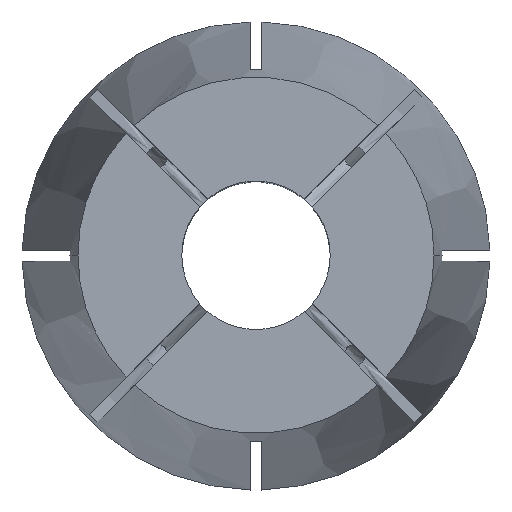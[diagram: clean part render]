
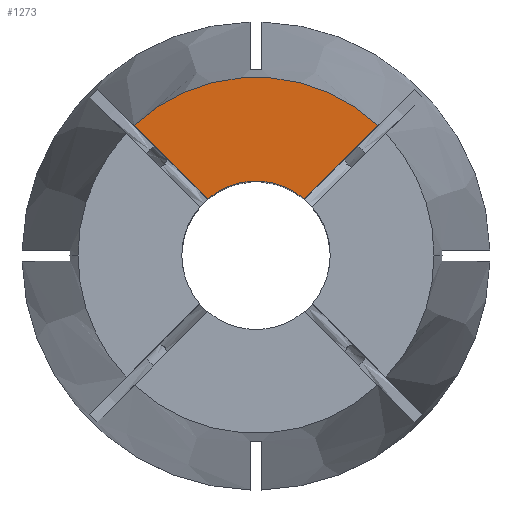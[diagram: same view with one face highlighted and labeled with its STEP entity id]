
A CAD part, top view. The second image highlights one B-rep face of the part: STEP entity #1273.
In plain terms, the highlighted planar face has unit normal (0, 0, 1).
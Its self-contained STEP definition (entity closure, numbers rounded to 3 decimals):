
#292 = CARTESIAN_POINT ( 'NONE',  ( 10.668, 11.376, 0. ) ) ;
#310 = CARTESIAN_POINT ( 'NONE',  ( -10.668, 11.376, 0. ) ) ;
#542 = CIRCLE ( 'NONE', #1174, 6.5 ) ;
#684 = CIRCLE ( 'NONE', #2124, 15.595 ) ;
#688 = CARTESIAN_POINT ( 'NONE',  ( -0.354, 0.354, 0. ) ) ;
#905 = DIRECTION ( 'NONE',  ( 0.707, 0.707, 0. ) ) ;
#944 = LINE ( 'NONE', #688, #2679 ) ;
#1038 = EDGE_LOOP ( 'NONE', ( #1136, #1849, #2118, #1611 ) ) ;
#1136 = ORIENTED_EDGE ( 'NONE', *, *, #1281, .F. ) ;
#1174 = AXIS2_PLACEMENT_3D ( 'NONE', #1938, #1931, #1917 ) ;
#1198 = VECTOR ( 'NONE', #1327, 1000. ) ;
#1232 = EDGE_CURVE ( 'NONE', #2647, #2486, #684, .T. ) ;
#1255 = LINE ( 'NONE', #1380, #1198 ) ;
#1273 = ADVANCED_FACE ( 'NONE', ( #2449 ), #2398, .F. ) ;
#1281 = EDGE_CURVE ( 'NONE', #1335, #2575, #542, .T. ) ;
#1317 = AXIS2_PLACEMENT_3D ( 'NONE', #2383, #2185, #2181 ) ;
#1327 = DIRECTION ( 'NONE',  ( 0.707, -0.707, 0. ) ) ;
#1335 = VERTEX_POINT ( 'NONE', #1703 ) ;
#1380 = CARTESIAN_POINT ( 'NONE',  ( 0.354, 0.354, 0. ) ) ;
#1611 = ORIENTED_EDGE ( 'NONE', *, *, #1977, .T. ) ;
#1703 = CARTESIAN_POINT ( 'NONE',  ( 4.229, 4.936, 0. ) ) ;
#1849 = ORIENTED_EDGE ( 'NONE', *, *, #2425, .T. ) ;
#1917 = DIRECTION ( 'NONE',  ( 1., 0., 0. ) ) ;
#1931 = DIRECTION ( 'NONE',  ( 0., 0., 1. ) ) ;
#1938 = CARTESIAN_POINT ( 'NONE',  ( 0., 0., 0. ) ) ;
#1953 = DIRECTION ( 'NONE',  ( 1., 0., 0. ) ) ;
#1977 = EDGE_CURVE ( 'NONE', #2486, #2575, #1255, .T. ) ;
#2055 = CARTESIAN_POINT ( 'NONE',  ( -4.229, 4.936, 0. ) ) ;
#2109 = DIRECTION ( 'NONE',  ( 0., 0., 1. ) ) ;
#2118 = ORIENTED_EDGE ( 'NONE', *, *, #1232, .T. ) ;
#2124 = AXIS2_PLACEMENT_3D ( 'NONE', #2370, #2109, #1953 ) ;
#2181 = DIRECTION ( 'NONE',  ( -1., 0., 0. ) ) ;
#2185 = DIRECTION ( 'NONE',  ( 0., 0., -1. ) ) ;
#2370 = CARTESIAN_POINT ( 'NONE',  ( 0., 0., 0. ) ) ;
#2383 = CARTESIAN_POINT ( 'NONE',  ( 0., 0., 0. ) ) ;
#2398 = PLANE ( 'NONE',  #1317 ) ;
#2425 = EDGE_CURVE ( 'NONE', #1335, #2647, #944, .T. ) ;
#2449 = FACE_OUTER_BOUND ( 'NONE', #1038, .T. ) ;
#2486 = VERTEX_POINT ( 'NONE', #310 ) ;
#2575 = VERTEX_POINT ( 'NONE', #2055 ) ;
#2647 = VERTEX_POINT ( 'NONE', #292 ) ;
#2679 = VECTOR ( 'NONE', #905, 1000. ) ;
